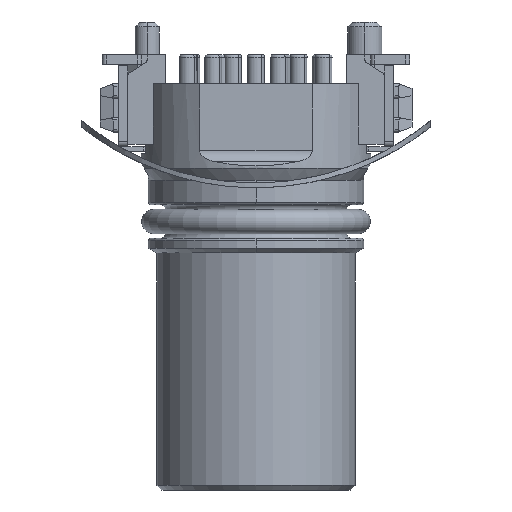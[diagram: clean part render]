
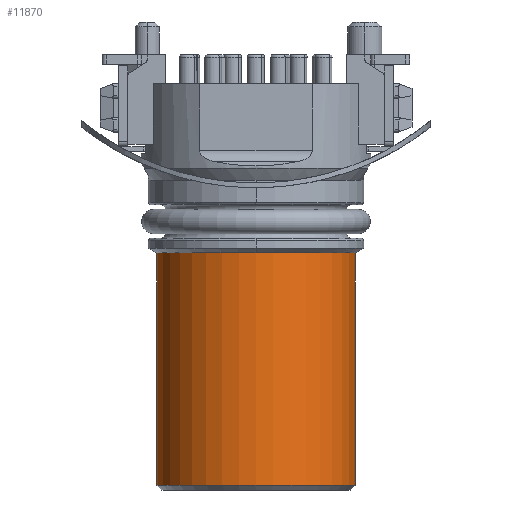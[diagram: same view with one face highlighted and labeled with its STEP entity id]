
A CAD part, left-side view. The second image highlights one B-rep face of the part: STEP entity #11870.
In plain terms, the highlighted cylindrical face has radius 4.1 mm (diameter 8.2 mm), a partial arc.
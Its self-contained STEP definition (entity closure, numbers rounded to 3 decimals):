
#2840=CARTESIAN_POINT('',(0.,0.,-8.2));
#2841=DIRECTION('',(0.,0.,1.));
#2842=DIRECTION('',(0.,1.,0.));
#2843=AXIS2_PLACEMENT_3D('',#2840,#2841,#2842);
#2845=CARTESIAN_POINT('',(0.,0.,-8.2));
#2846=DIRECTION('',(0.,0.,1.));
#2847=DIRECTION('',(-1.,0.,0.));
#2848=AXIS2_PLACEMENT_3D('',#2845,#2846,#2847);
#2850=DIRECTION('',(0.,0.,-1.));
#2851=VECTOR('',#2850,9.6);
#2852=CARTESIAN_POINT('',(0.,-4.1,-8.2));
#2853=LINE('',#2852,#2851);
#2854=CARTESIAN_POINT('',(0.,0.,-17.8));
#2855=DIRECTION('',(0.,0.,-1.));
#2856=DIRECTION('',(0.,-1.,0.));
#2857=AXIS2_PLACEMENT_3D('',#2854,#2855,#2856);
#2859=DIRECTION('',(0.,0.,-1.));
#2860=VECTOR('',#2859,9.6);
#2861=CARTESIAN_POINT('',(0.,4.1,-8.2));
#2862=LINE('',#2861,#2860);
#7453=CARTESIAN_POINT('',(0.,-4.1,-17.8));
#7454=CARTESIAN_POINT('',(0.,4.1,-17.8));
#7455=VERTEX_POINT('',#7453);
#7456=VERTEX_POINT('',#7454);
#7478=CARTESIAN_POINT('',(0.,4.1,-8.2));
#7480=VERTEX_POINT('',#7478);
#7481=CARTESIAN_POINT('',(0.,-4.1,-8.2));
#7482=VERTEX_POINT('',#7481);
#7483=CARTESIAN_POINT('',(-4.1,0.,-8.2));
#7484=VERTEX_POINT('',#7483);
#11856=CARTESIAN_POINT('',(0.,0.,-18.84));
#11857=DIRECTION('',(0.,0.,1.));
#11858=DIRECTION('',(0.,1.,0.));
#11859=AXIS2_PLACEMENT_3D('',#11856,#11857,#11858);
#11860=CYLINDRICAL_SURFACE('',#11859,4.1);
#11861=ORIENTED_EDGE('',*,*,#11826,.T.);
#11863=ORIENTED_EDGE('',*,*,#11862,.T.);
#11864=ORIENTED_EDGE('',*,*,#11849,.T.);
#11866=ORIENTED_EDGE('',*,*,#11865,.T.);
#11867=ORIENTED_EDGE('',*,*,#11837,.F.);
#11868=EDGE_LOOP('',(#11861,#11863,#11864,#11866,#11867));
#11869=FACE_OUTER_BOUND('',#11868,.F.);
#2844=CIRCLE('',#2843,4.1);
#2849=CIRCLE('',#2848,4.1);
#2858=CIRCLE('',#2857,4.1);
#11826=EDGE_CURVE('',#7480,#7484,#2844,.T.);
#11837=EDGE_CURVE('',#7480,#7456,#2862,.T.);
#11849=EDGE_CURVE('',#7482,#7455,#2853,.T.);
#11862=EDGE_CURVE('',#7484,#7482,#2849,.T.);
#11865=EDGE_CURVE('',#7455,#7456,#2858,.T.);
#11870=ADVANCED_FACE('',(#11869),#11860,.T.);
